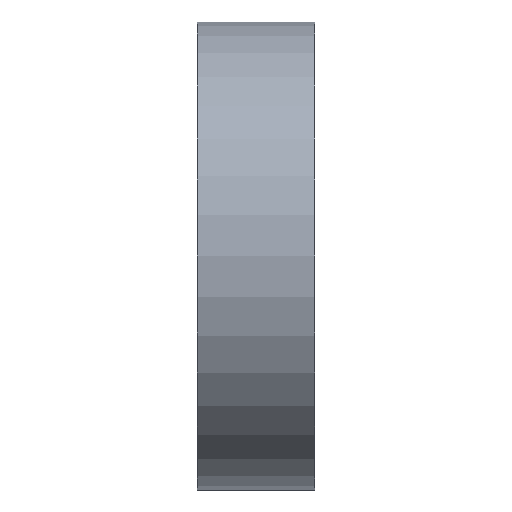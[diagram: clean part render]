
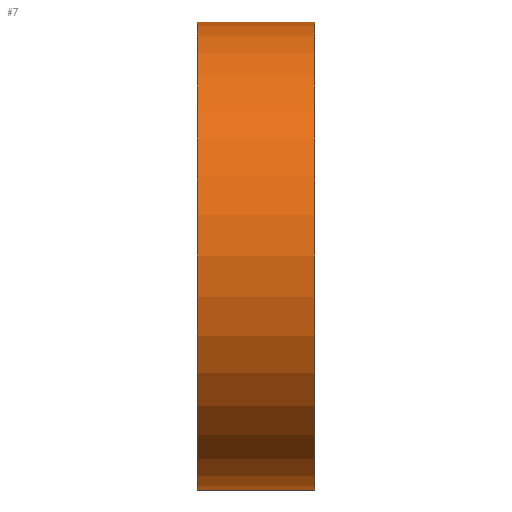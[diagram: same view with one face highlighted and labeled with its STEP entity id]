
A CAD part, front view. The second image highlights one B-rep face of the part: STEP entity #7.
In plain terms, the highlighted cylindrical face has radius 8 mm (diameter 16 mm), a partial arc.
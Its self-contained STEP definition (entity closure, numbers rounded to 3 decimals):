
#7 = ADVANCED_FACE ( 'NONE', ( #87 ), #125, .T. ) ;
#10 = CARTESIAN_POINT ( 'NONE',  ( -52.34, 0., -8. ) ) ;
#19 = AXIS2_PLACEMENT_3D ( 'NONE', #47, #86, #200 ) ;
#24 = ORIENTED_EDGE ( 'NONE', *, *, #145, .T. ) ;
#29 = VECTOR ( 'NONE', #50, 1000. ) ;
#31 = CARTESIAN_POINT ( 'NONE',  ( 2., 0., -8. ) ) ;
#41 = VECTOR ( 'NONE', #144, 1000. ) ;
#43 = EDGE_LOOP ( 'NONE', ( #120, #224, #24, #96 ) ) ;
#47 = CARTESIAN_POINT ( 'NONE',  ( -2., 0., 0. ) ) ;
#48 = LINE ( 'NONE', #228, #29 ) ;
#50 = DIRECTION ( 'NONE',  ( -1., 0., 0. ) ) ;
#64 = EDGE_CURVE ( 'NONE', #139, #155, #77, .T. ) ;
#66 = DIRECTION ( 'NONE',  ( -1., 0., 0. ) ) ;
#68 = DIRECTION ( 'NONE',  ( -1., 0., 0. ) ) ;
#77 = CIRCLE ( 'NONE', #19, 8. ) ;
#86 = DIRECTION ( 'NONE',  ( -1., 0., 0. ) ) ;
#87 = FACE_OUTER_BOUND ( 'NONE', #43, .T. ) ;
#95 = EDGE_CURVE ( 'NONE', #153, #173, #163, .T. ) ;
#96 = ORIENTED_EDGE ( 'NONE', *, *, #64, .F. ) ;
#101 = EDGE_CURVE ( 'NONE', #153, #139, #193, .T. ) ;
#108 = CARTESIAN_POINT ( 'NONE',  ( -2., 0., 8. ) ) ;
#120 = ORIENTED_EDGE ( 'NONE', *, *, #101, .F. ) ;
#125 = CYLINDRICAL_SURFACE ( 'NONE', #147, 8. ) ;
#139 = VERTEX_POINT ( 'NONE', #158 ) ;
#144 = DIRECTION ( 'NONE',  ( -1., 0., 0. ) ) ;
#145 = EDGE_CURVE ( 'NONE', #173, #155, #48, .T. ) ;
#147 = AXIS2_PLACEMENT_3D ( 'NONE', #233, #68, #177 ) ;
#153 = VERTEX_POINT ( 'NONE', #31 ) ;
#155 = VERTEX_POINT ( 'NONE', #108 ) ;
#158 = CARTESIAN_POINT ( 'NONE',  ( -2., 0., -8. ) ) ;
#163 = CIRCLE ( 'NONE', #234, 8. ) ;
#173 = VERTEX_POINT ( 'NONE', #179 ) ;
#176 = DIRECTION ( 'NONE',  ( 0., 0., 1. ) ) ;
#177 = DIRECTION ( 'NONE',  ( 0., 0., 1. ) ) ;
#179 = CARTESIAN_POINT ( 'NONE',  ( 2., 0., 8. ) ) ;
#193 = LINE ( 'NONE', #10, #41 ) ;
#200 = DIRECTION ( 'NONE',  ( 0., 0., 1. ) ) ;
#224 = ORIENTED_EDGE ( 'NONE', *, *, #95, .T. ) ;
#228 = CARTESIAN_POINT ( 'NONE',  ( -52.34, 0., 8. ) ) ;
#230 = CARTESIAN_POINT ( 'NONE',  ( 2., 0., 0. ) ) ;
#233 = CARTESIAN_POINT ( 'NONE',  ( -52.34, 0., 0. ) ) ;
#234 = AXIS2_PLACEMENT_3D ( 'NONE', #230, #66, #176 ) ;
